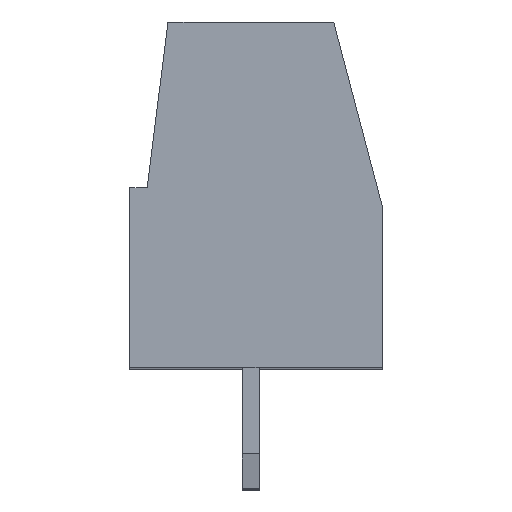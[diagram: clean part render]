
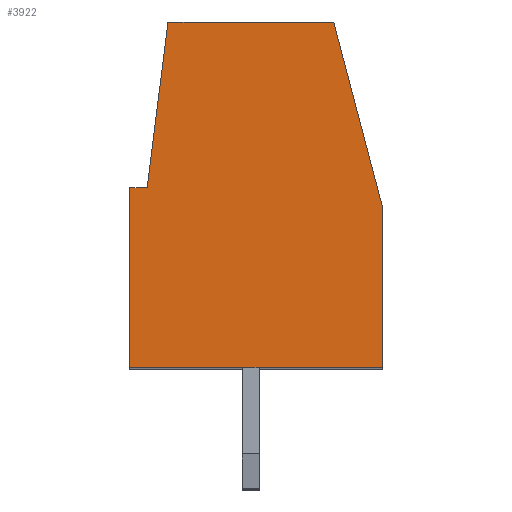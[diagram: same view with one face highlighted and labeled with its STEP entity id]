
A CAD part, top view. The second image highlights one B-rep face of the part: STEP entity #3922.
In plain terms, the highlighted planar face has unit normal (0, 0, 1).
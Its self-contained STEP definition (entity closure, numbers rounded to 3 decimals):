
#13=DIRECTION('',(0.,1.,0.));
#14=VECTOR('',#13,5.2);
#15=CARTESIAN_POINT('',(-3.5,-3.305,26.6));
#16=LINE('',#15,#14);
#17=DIRECTION('',(1.,0.,0.));
#18=VECTOR('',#17,0.5);
#19=CARTESIAN_POINT('',(-3.5,1.895,26.6));
#20=LINE('',#19,#18);
#21=DIRECTION('',(0.124,0.992,0.));
#22=VECTOR('',#21,4.837);
#23=CARTESIAN_POINT('',(-3.,1.895,26.6));
#24=LINE('',#23,#22);
#25=DIRECTION('',(1.,0.,0.));
#26=VECTOR('',#25,4.8);
#27=CARTESIAN_POINT('',(-2.4,6.695,26.6));
#28=LINE('',#27,#26);
#29=DIRECTION('',(0.255,-0.967,0.));
#30=VECTOR('',#29,5.482);
#31=CARTESIAN_POINT('',(2.4,6.695,26.6));
#32=LINE('',#31,#30);
#33=DIRECTION('',(0.,-1.,0.));
#34=VECTOR('',#33,4.7);
#35=CARTESIAN_POINT('',(3.8,1.395,26.6));
#36=LINE('',#35,#34);
#37=DIRECTION('',(-1.,0.,0.));
#38=VECTOR('',#37,7.3);
#39=CARTESIAN_POINT('',(3.8,-3.305,26.6));
#40=LINE('',#39,#38);
#3089=CARTESIAN_POINT('',(-3.5,-3.305,26.6));
#3090=CARTESIAN_POINT('',(-3.5,1.895,26.6));
#3091=VERTEX_POINT('',#3089);
#3092=VERTEX_POINT('',#3090);
#3093=CARTESIAN_POINT('',(3.8,-3.305,26.6));
#3094=VERTEX_POINT('',#3093);
#3095=CARTESIAN_POINT('',(3.8,1.395,26.6));
#3096=VERTEX_POINT('',#3095);
#3097=CARTESIAN_POINT('',(2.4,6.695,26.6));
#3098=VERTEX_POINT('',#3097);
#3099=CARTESIAN_POINT('',(-2.4,6.695,26.6));
#3100=VERTEX_POINT('',#3099);
#3101=CARTESIAN_POINT('',(-3.,1.895,26.6));
#3102=VERTEX_POINT('',#3101);
#3901=CARTESIAN_POINT('',(0.,0.,26.6));
#3902=DIRECTION('',(0.,0.,1.));
#3903=DIRECTION('',(1.,0.,0.));
#3904=AXIS2_PLACEMENT_3D('',#3901,#3902,#3903);
#3905=PLANE('',#3904);
#3907=ORIENTED_EDGE('',*,*,#3906,.T.);
#3909=ORIENTED_EDGE('',*,*,#3908,.T.);
#3911=ORIENTED_EDGE('',*,*,#3910,.T.);
#3913=ORIENTED_EDGE('',*,*,#3912,.T.);
#3915=ORIENTED_EDGE('',*,*,#3914,.T.);
#3917=ORIENTED_EDGE('',*,*,#3916,.T.);
#3919=ORIENTED_EDGE('',*,*,#3918,.T.);
#3920=EDGE_LOOP('',(#3907,#3909,#3911,#3913,#3915,#3917,#3919));
#3921=FACE_OUTER_BOUND('',#3920,.F.);
#3906=EDGE_CURVE('',#3091,#3092,#16,.T.);
#3908=EDGE_CURVE('',#3092,#3102,#20,.T.);
#3910=EDGE_CURVE('',#3102,#3100,#24,.T.);
#3912=EDGE_CURVE('',#3100,#3098,#28,.T.);
#3914=EDGE_CURVE('',#3098,#3096,#32,.T.);
#3916=EDGE_CURVE('',#3096,#3094,#36,.T.);
#3918=EDGE_CURVE('',#3094,#3091,#40,.T.);
#3922=ADVANCED_FACE('',(#3921),#3905,.T.);
